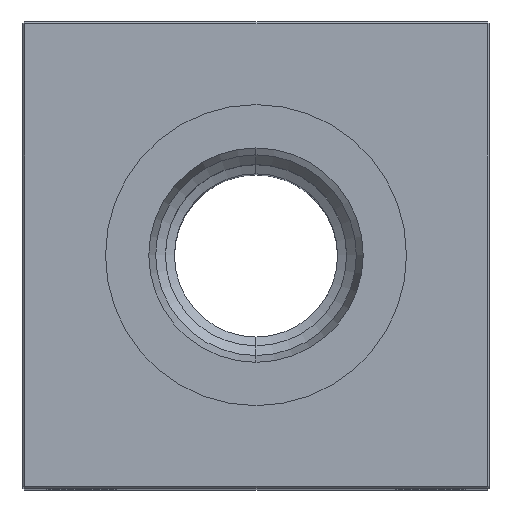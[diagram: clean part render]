
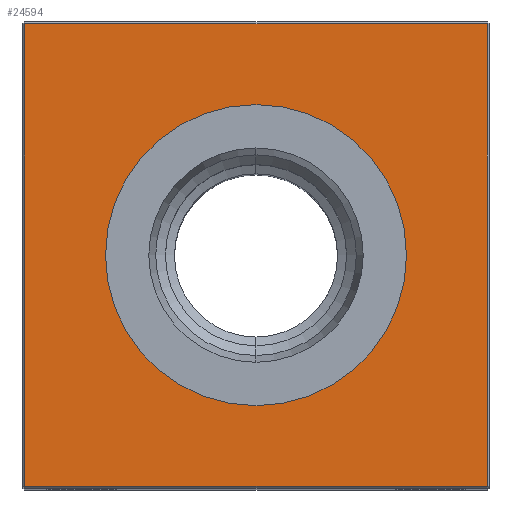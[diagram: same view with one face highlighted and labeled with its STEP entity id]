
A CAD part, top view. The second image highlights one B-rep face of the part: STEP entity #24594.
In plain terms, the highlighted planar face has unit normal (0, 0, 1).
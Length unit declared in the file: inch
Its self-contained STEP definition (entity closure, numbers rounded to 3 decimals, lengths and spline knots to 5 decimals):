
#43 = EDGE_CURVE ( 'NONE', #7618, #5564, #12959, .T. ) ;
#141 = EDGE_CURVE ( 'NONE', #2211, #7618, #15264, .T. ) ;
#313 = ORIENTED_EDGE ( 'NONE', *, *, #141, .T. ) ;
#352 = EDGE_CURVE ( 'NONE', #22332, #7631, #11927, .T. ) ;
#727 = CARTESIAN_POINT ( 'NONE',  ( -1.24, 1.24, 5.5 ) ) ;
#1376 = CARTESIAN_POINT ( 'NONE',  ( 0., 0., 5.5 ) ) ;
#1617 = CARTESIAN_POINT ( 'NONE',  ( 1.24, 1.24, 5.5 ) ) ;
#2211 = VERTEX_POINT ( 'NONE', #727 ) ;
#2369 = AXIS2_PLACEMENT_3D ( 'NONE', #9418, #13386, #17237 ) ;
#3050 = DIRECTION ( 'NONE',  ( -1., 0., 0. ) ) ;
#3391 = CARTESIAN_POINT ( 'NONE',  ( -1.24, -1.24, 5.5 ) ) ;
#3532 = CARTESIAN_POINT ( 'NONE',  ( 1.24, -1.24, 5.5 ) ) ;
#3698 = EDGE_LOOP ( 'NONE', ( #313, #17742, #6299, #9277 ) ) ;
#3950 = DIRECTION ( 'NONE',  ( 1., 0., 0. ) ) ;
#4565 = DIRECTION ( 'NONE',  ( -1., 0., 0. ) ) ;
#4834 = DIRECTION ( 'NONE',  ( 0., 0., -1. ) ) ;
#5407 = CARTESIAN_POINT ( 'NONE',  ( 1.24, 0., 5.5 ) ) ;
#5564 = VERTEX_POINT ( 'NONE', #3532 ) ;
#5618 = CIRCLE ( 'NONE', #2369, 0.80709 ) ;
#6142 = CARTESIAN_POINT ( 'NONE',  ( 0., 0.80709, 5.5 ) ) ;
#6296 = VECTOR ( 'NONE', #15156, 39.37008 ) ;
#6299 = ORIENTED_EDGE ( 'NONE', *, *, #22897, .T. ) ;
#7010 = CARTESIAN_POINT ( 'NONE',  ( 0., 0., 5.5 ) ) ;
#7019 = AXIS2_PLACEMENT_3D ( 'NONE', #1376, #4834, #9183 ) ;
#7333 = LINE ( 'NONE', #5407, #6296 ) ;
#7361 = ORIENTED_EDGE ( 'NONE', *, *, #352, .T. ) ;
#7618 = VERTEX_POINT ( 'NONE', #3391 ) ;
#7631 = VERTEX_POINT ( 'NONE', #15547 ) ;
#8284 = ORIENTED_EDGE ( 'NONE', *, *, #8644, .T. ) ;
#8644 = EDGE_CURVE ( 'NONE', #7631, #22332, #5618, .T. ) ;
#9136 = VECTOR ( 'NONE', #4565, 39.37008 ) ;
#9183 = DIRECTION ( 'NONE',  ( -1., 0., 0. ) ) ;
#9277 = ORIENTED_EDGE ( 'NONE', *, *, #15999, .T. ) ;
#9418 = CARTESIAN_POINT ( 'NONE',  ( 0., 0., 5.5 ) ) ;
#10318 = VECTOR ( 'NONE', #3950, 39.37008 ) ;
#11054 = EDGE_LOOP ( 'NONE', ( #7361, #8284 ) ) ;
#11927 = CIRCLE ( 'NONE', #7019, 0.80709 ) ;
#12915 = PLANE ( 'NONE',  #14903 ) ;
#12959 = LINE ( 'NONE', #17659, #10318 ) ;
#13386 = DIRECTION ( 'NONE',  ( 0., 0., -1. ) ) ;
#14584 = FACE_BOUND ( 'NONE', #11054, .T. ) ;
#14903 = AXIS2_PLACEMENT_3D ( 'NONE', #7010, #22389, #3050 ) ;
#15156 = DIRECTION ( 'NONE',  ( 0., 1., 0. ) ) ;
#15264 = LINE ( 'NONE', #22807, #22180 ) ;
#15547 = CARTESIAN_POINT ( 'NONE',  ( 0., -0.80709, 5.5 ) ) ;
#15999 = EDGE_CURVE ( 'NONE', #22046, #2211, #16484, .T. ) ;
#16241 = CARTESIAN_POINT ( 'NONE',  ( 0., 1.24, 5.5 ) ) ;
#16484 = LINE ( 'NONE', #16241, #9136 ) ;
#17237 = DIRECTION ( 'NONE',  ( -1., 0., 0. ) ) ;
#17659 = CARTESIAN_POINT ( 'NONE',  ( 0., -1.24, 5.5 ) ) ;
#17742 = ORIENTED_EDGE ( 'NONE', *, *, #43, .T. ) ;
#20887 = DIRECTION ( 'NONE',  ( 0., -1., 0. ) ) ;
#22046 = VERTEX_POINT ( 'NONE', #1617 ) ;
#22180 = VECTOR ( 'NONE', #20887, 39.37008 ) ;
#22332 = VERTEX_POINT ( 'NONE', #6142 ) ;
#22389 = DIRECTION ( 'NONE',  ( 0., 0., -1. ) ) ;
#22759 = FACE_OUTER_BOUND ( 'NONE', #3698, .T. ) ;
#22807 = CARTESIAN_POINT ( 'NONE',  ( -1.24, 0., 5.5 ) ) ;
#22897 = EDGE_CURVE ( 'NONE', #5564, #22046, #7333, .T. ) ;
#24594 = ADVANCED_FACE ( 'NONE', ( #22759, #14584 ), #12915, .F. ) ;
